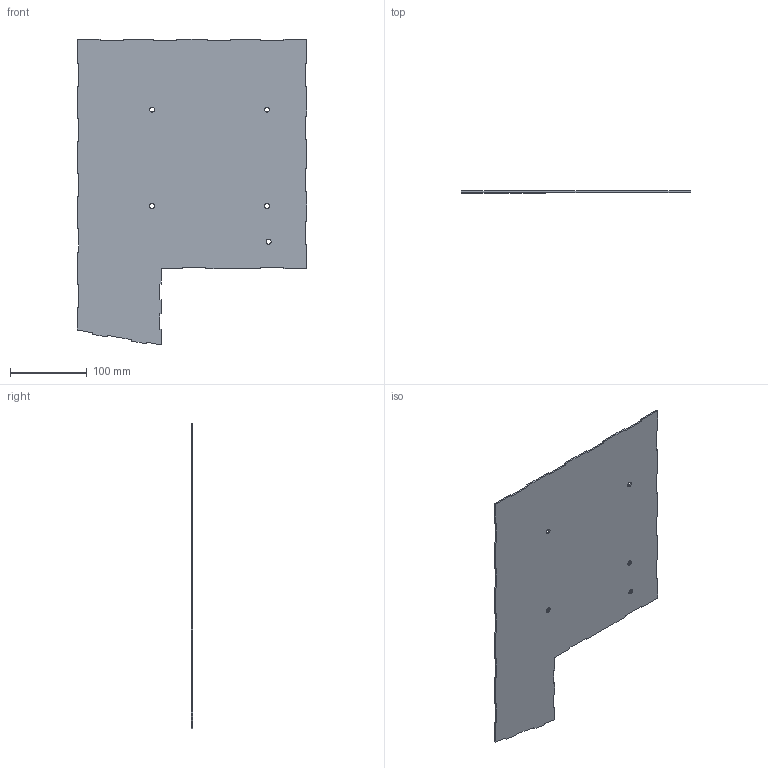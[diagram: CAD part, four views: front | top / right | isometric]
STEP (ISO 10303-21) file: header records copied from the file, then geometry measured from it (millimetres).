
FILE_DESCRIPTION (( 'STEP AP203' ), '1' );
FILE_NAME ('SHRPRO-V1 1420.02-A Elec box back.step', '2019-12-23T20:17:04', ( '' ), ( '' ), 'SwSTEP 2.0', 'SolidWorks 2018', '' );
FILE_SCHEMA (( 'CONFIG_CONTROL_DESIGN' ));
Length unit declared in the file: millimetre
Products named in the file (1): SHRPRO-V1 1420.02-A Elec box back
Bounding box: 300 x 2 x 399.4 mm (x, y, z)
Volume: 197485.4 mm3; surface area: 200605.9 mm2
Topology: 1 solids, 1 shells, 98 faces, 288 edges, 192 vertices
Faces by surface type: plane 88, cylinder 10
Entity records: 3259 total; most frequent: CARTESIAN_POINT 629, ORIENTED_EDGE 576, DIRECTION 456, EDGE_CURVE 288, LINE 218, VECTOR 218, VERTEX_POINT 192, AXIS2_PLACEMENT_3D 119
